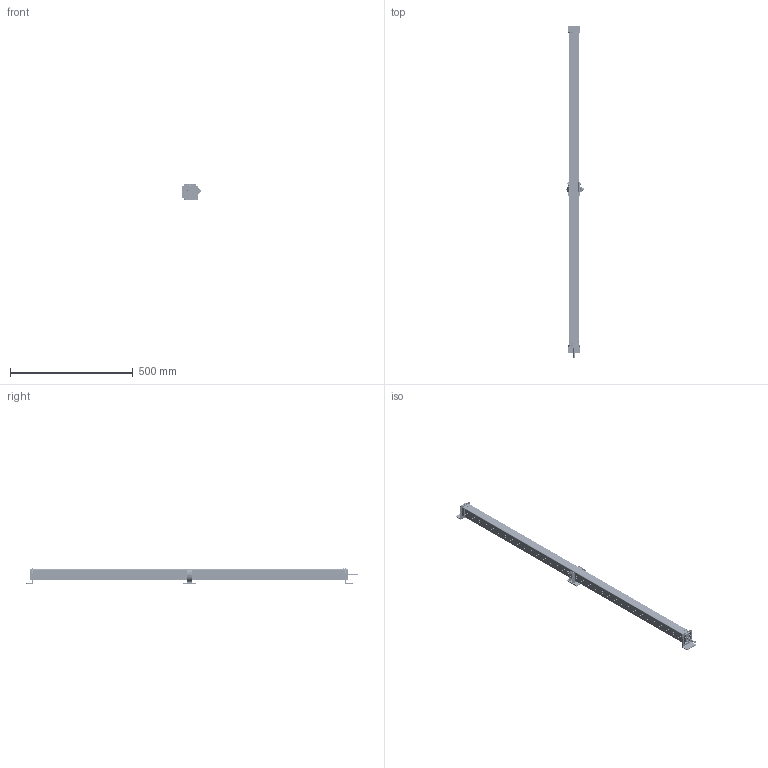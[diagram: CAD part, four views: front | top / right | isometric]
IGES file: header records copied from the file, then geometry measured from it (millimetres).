
Start section:  PTC IGES file: 139556.igs
Global section: file name: 139556.igs; native system: Creo Parametric by Parametric Technology Corporation; preprocessor: 2013230; author: pdmadmin; organization: Unknown; date: 20151202.101537; units: millimetre
Bounding box: 78.41 x 1350.54 x 64.38 mm (x, y, z)
Volume: 873748.8 mm3; surface area: 2792771.6 mm2
Topology: 105 solids, 129 shells, 11335 faces, 60102 edges, 77050 vertices
Faces by surface type: bspline 7510, revolution 3825
